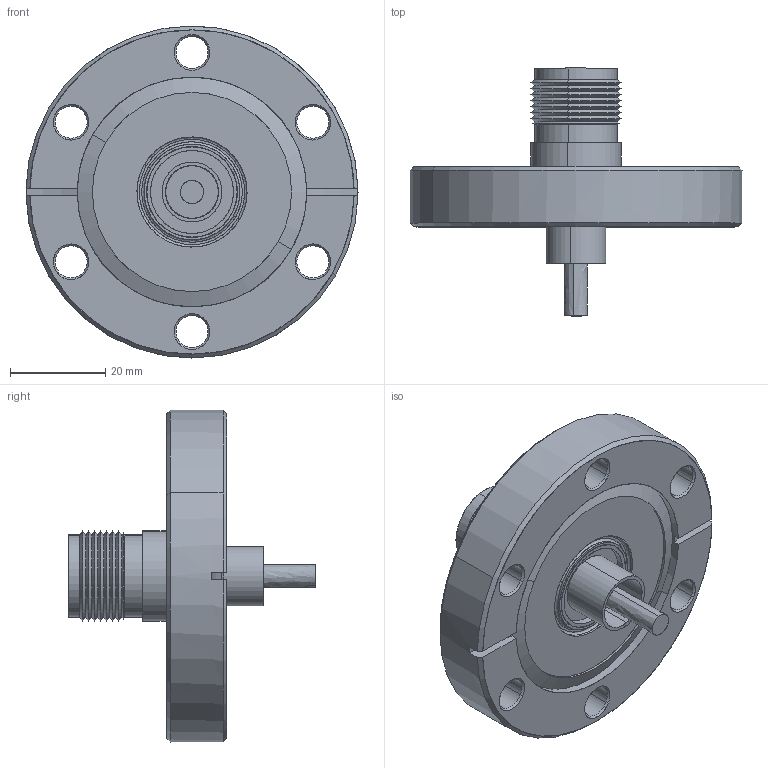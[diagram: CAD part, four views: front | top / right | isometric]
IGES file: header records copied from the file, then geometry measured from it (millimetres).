
Start section: SolidWorks IGES file using analytic representation for surfaces
Global section: file name: 10339-02-CF.IGS; native system: SolidWorks 2014; preprocessor: SolidWorks 2014; author: Obadiah Bucchieri; date: 160404.163019; units: inch
Bounding box: 69.85 x 52.16 x 69.85 mm (x, y, z)
Surface area: 18732 mm2 (no closed solid volume)
Topology: 0 solids, 0 shells, 476 faces, 5085 edges, 5081 vertices
Faces by surface type: bspline 255, revolution 221
